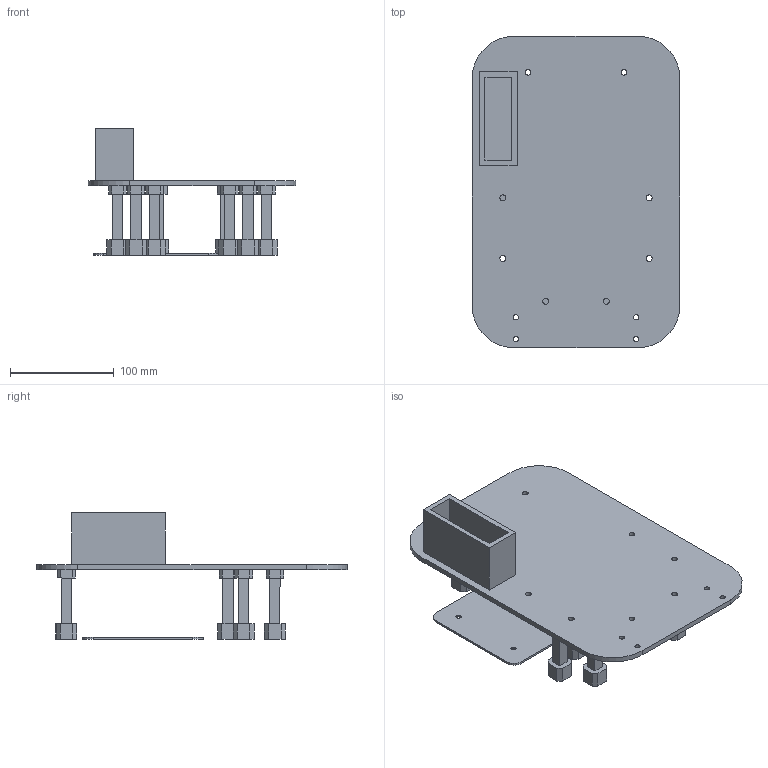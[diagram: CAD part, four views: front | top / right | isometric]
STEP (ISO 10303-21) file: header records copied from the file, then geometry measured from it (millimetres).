
FILE_DESCRIPTION(/* description */ (''),/* implementation_level */ '2;1');
FILE_NAME(/* name */ 'Payload Sled v2.step',/* time_stamp */ '2023-12-08T09:44:58Z',/* author */ (''),/* organization */ (''),/* preprocessor_version */ 'ST-DEVELOPER v20',/* originating_system */ 'Autodesk Translation Framework v12.14.0.127',/* authorisation */ '');
FILE_SCHEMA (('AUTOMOTIVE_DESIGN { 1 0 10303 214 3 1 1 }'));
Length unit declared in the file: millimetre
Products named in the file (3): Payload Sled; column base; Plate to mount the NUC base
Assembly tree (9 placements, depth 2):
  Payload Sled
    column base  x8
    Plate to mount the NUC base
Bounding box: 200 x 300 x 122.13 mm (x, y, z)
Volume: 473545.2 mm3; surface area: 209682.4 mm2
Topology: 10 solids, 10 shells, 260 faces, 636 edges, 424 vertices
Faces by surface type: plane 224, cylinder 36
Full cylindrical faces by diameter (mm): 5 x6, 5.5 x14, 5.6 x8
Entity records: 2609 total; most frequent: DIRECTION 435, CARTESIAN_POINT 416, ORIENTED_EDGE 390, EDGE_CURVE 195, AXIS2_PLACEMENT_3D 149, LINE 137, VECTOR 137, VERTEX_POINT 130
